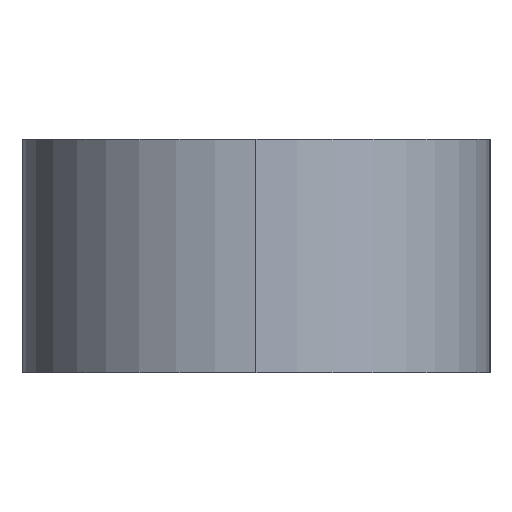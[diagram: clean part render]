
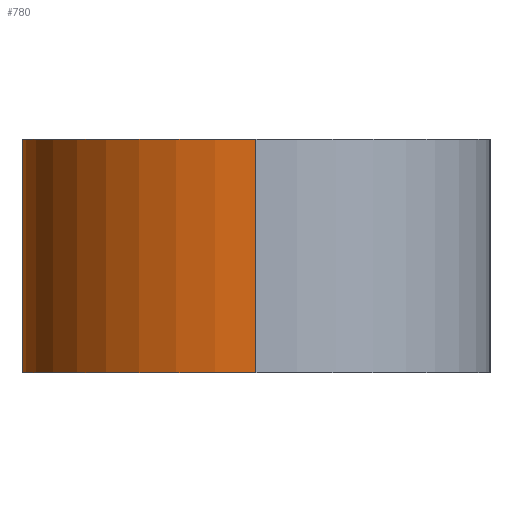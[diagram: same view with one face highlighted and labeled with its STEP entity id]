
A CAD part, left-side view. The second image highlights one B-rep face of the part: STEP entity #780.
In plain terms, the highlighted cylindrical face has radius 5 mm (diameter 10 mm), a partial arc.
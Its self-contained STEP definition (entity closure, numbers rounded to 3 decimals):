
#35 = DIRECTION ( 'NONE',  ( -1., 0., 0. ) ) ;
#56 = CARTESIAN_POINT ( 'NONE',  ( 5., 10., 5. ) ) ;
#69 = DIRECTION ( 'NONE',  ( 0., 0., -1. ) ) ;
#87 = DIRECTION ( 'NONE',  ( -1., 0., 0. ) ) ;
#91 = VERTEX_POINT ( 'NONE', #56 ) ;
#159 = CARTESIAN_POINT ( 'NONE',  ( 5., 5., 0. ) ) ;
#232 = VERTEX_POINT ( 'NONE', #858 ) ;
#250 = EDGE_CURVE ( 'NONE', #383, #479, #566, .T. ) ;
#264 = CIRCLE ( 'NONE', #775, 5. ) ;
#302 = EDGE_CURVE ( 'NONE', #91, #383, #740, .T. ) ;
#304 = CYLINDRICAL_SURFACE ( 'NONE', #855, 5. ) ;
#359 = CARTESIAN_POINT ( 'NONE',  ( 5., 10., 5. ) ) ;
#383 = VERTEX_POINT ( 'NONE', #406 ) ;
#406 = CARTESIAN_POINT ( 'NONE',  ( 0., 5., 5. ) ) ;
#447 = DIRECTION ( 'NONE',  ( 0., 0., 1. ) ) ;
#464 = EDGE_LOOP ( 'NONE', ( #591, #508, #741, #773 ) ) ;
#479 = VERTEX_POINT ( 'NONE', #550 ) ;
#496 = LINE ( 'NONE', #359, #651 ) ;
#508 = ORIENTED_EDGE ( 'NONE', *, *, #302, .F. ) ;
#550 = CARTESIAN_POINT ( 'NONE',  ( 0., 5., 0. ) ) ;
#566 = LINE ( 'NONE', #786, #677 ) ;
#568 = EDGE_CURVE ( 'NONE', #232, #91, #496, .T. ) ;
#591 = ORIENTED_EDGE ( 'NONE', *, *, #250, .F. ) ;
#638 = DIRECTION ( 'NONE',  ( 0., 0., 1. ) ) ;
#651 = VECTOR ( 'NONE', #638, 1000. ) ;
#664 = DIRECTION ( 'NONE',  ( 0., 0., -1. ) ) ;
#677 = VECTOR ( 'NONE', #69, 1000. ) ;
#693 = AXIS2_PLACEMENT_3D ( 'NONE', #863, #447, #800 ) ;
#707 = EDGE_CURVE ( 'NONE', #479, #232, #264, .T. ) ;
#729 = FACE_OUTER_BOUND ( 'NONE', #464, .T. ) ;
#740 = CIRCLE ( 'NONE', #693, 5. ) ;
#741 = ORIENTED_EDGE ( 'NONE', *, *, #568, .F. ) ;
#773 = ORIENTED_EDGE ( 'NONE', *, *, #707, .F. ) ;
#775 = AXIS2_PLACEMENT_3D ( 'NONE', #159, #874, #35 ) ;
#780 = ADVANCED_FACE ( 'NONE', ( #729 ), #304, .T. ) ;
#786 = CARTESIAN_POINT ( 'NONE',  ( 0., 5., 5. ) ) ;
#800 = DIRECTION ( 'NONE',  ( -1., 0., 0. ) ) ;
#814 = CARTESIAN_POINT ( 'NONE',  ( 5., 5., 5. ) ) ;
#855 = AXIS2_PLACEMENT_3D ( 'NONE', #814, #664, #87 ) ;
#858 = CARTESIAN_POINT ( 'NONE',  ( 5., 10., 0. ) ) ;
#863 = CARTESIAN_POINT ( 'NONE',  ( 5., 5., 5. ) ) ;
#874 = DIRECTION ( 'NONE',  ( 0., 0., -1. ) ) ;
